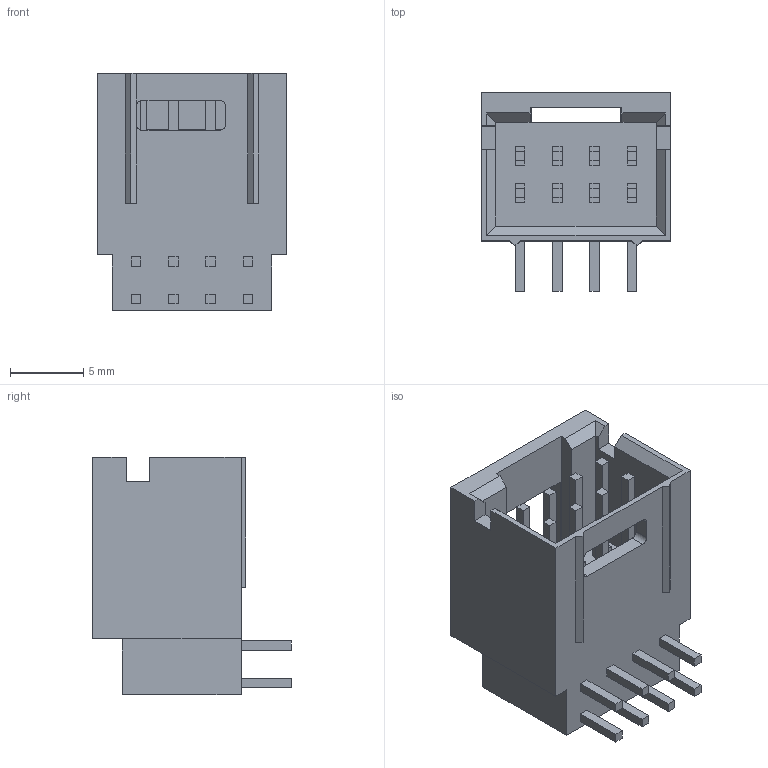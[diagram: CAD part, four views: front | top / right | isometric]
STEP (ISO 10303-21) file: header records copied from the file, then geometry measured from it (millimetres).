
FILE_DESCRIPTION((''),'2;1');
FILE_NAME('C-5-102617-2','2008-07-16T',('workeradm'),('Tyco Electronics Corporation'),'PRO/ENGINEER BY PARAMETRIC TECHNOLOGY CORPORATION, 2005450','PRO/ENGINEER BY PARAMETRIC TECHNOLOGY CORPORATION, 2005450','');
FILE_SCHEMA(('CONFIG_CONTROL_DESIGN', 'GEOMETRIC_VALIDATION_PROPERTIES_MIM'));
Length unit declared in the file: millimetre
Products named in the file (1): C-5-102617-2
Bounding box: 13 x 13.59 x 16.23 mm (x, y, z)
Volume: 1172.8 mm3; surface area: 1501.4 mm2
Topology: 1 solids, 1 shells, 163 faces, 438 edges, 290 vertices
Faces by surface type: plane 159, cylinder 4
Entity records: 5129 total; most frequent: CARTESIAN_POINT 892, ORIENTED_EDGE 876, DIRECTION 772, EDGE_CURVE 438, VECTOR 430, LINE 430, VERTEX_POINT 290, EDGE_LOOP 180
